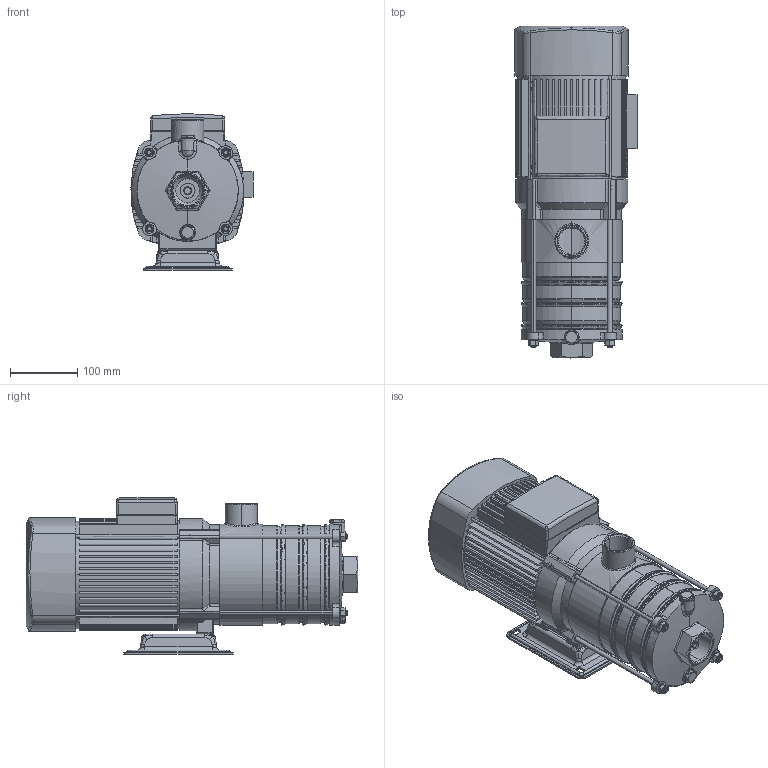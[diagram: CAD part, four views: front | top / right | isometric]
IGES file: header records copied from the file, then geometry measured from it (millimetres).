
Global section: file name: 015P2368 (RMHI 12-4R); native system: AutoCAD 2019 — Русский (Russian),62HAutod; preprocessor: esk Translation Framework DWG producer (atf_dwg_producer); organization: unknown; date: 20240415.165736; units: millimetre
Bounding box: 180.99 x 492 x 232 mm (x, y, z)
Volume: 6910634.9 mm3; surface area: 746165.5 mm2
Topology: 61 solids, 65 shells, 1927 faces, 5086 edges, 3472 vertices
Faces by surface type: bspline 1871, revolution 56
